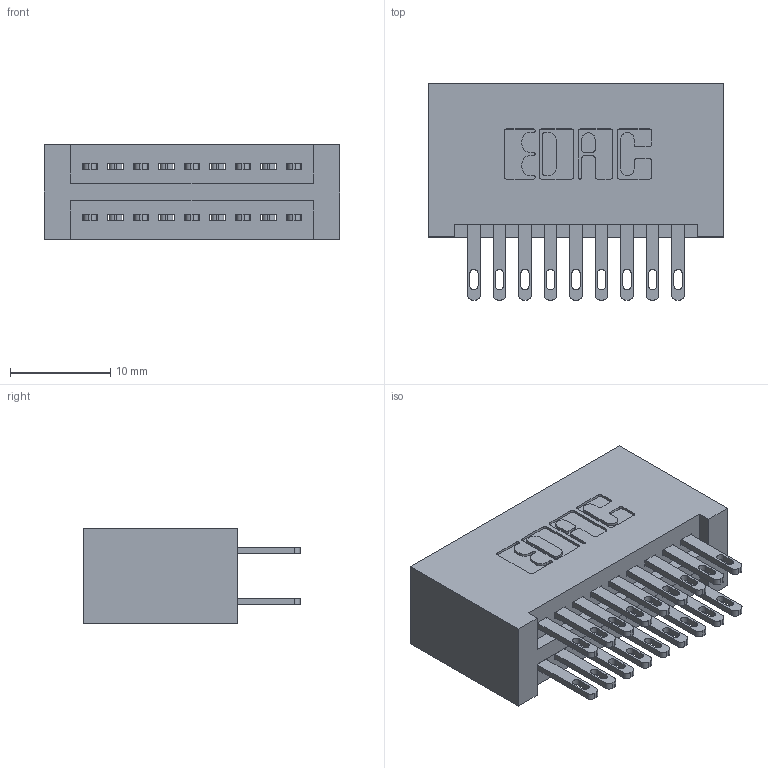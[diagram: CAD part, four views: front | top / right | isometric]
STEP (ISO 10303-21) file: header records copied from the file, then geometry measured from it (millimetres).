
FILE_DESCRIPTION (( 'STEP AP203' ), '1' );
FILE_NAME ('895-018-500-201.STEP', '2020-09-25T05:57:35', ( '' ), ( '' ), 'SwSTEP 2.0', 'SolidWorks 2020', '' );
FILE_SCHEMA (( 'CONFIG_CONTROL_DESIGN' ));
Length unit declared in the file: inch
Products named in the file (3): 345-292-001_345-293-100; 845 Part_No Mounting Lugs; 895-018-500-201
Assembly tree (19 placements, depth 2):
  895-018-500-201
    845 Part_No Mounting Lugs
    345-292-001_345-293-100  x18
Bounding box: 29.46 x 21.51 x 9.4 mm (x, y, z)
Volume: 3226.8 mm3; surface area: 4617.4 mm2
Topology: 19 solids, 19 shells, 946 faces, 2855 edges, 1902 vertices
Faces by surface type: plane 562, cylinder 384
Entity records: 11157 total; most frequent: CARTESIAN_POINT 1900, ORIENTED_EDGE 1834, DIRECTION 1713, EDGE_CURVE 917, VECTOR 753, LINE 753, VERTEX_POINT 610, AXIS2_PLACEMENT_3D 480
